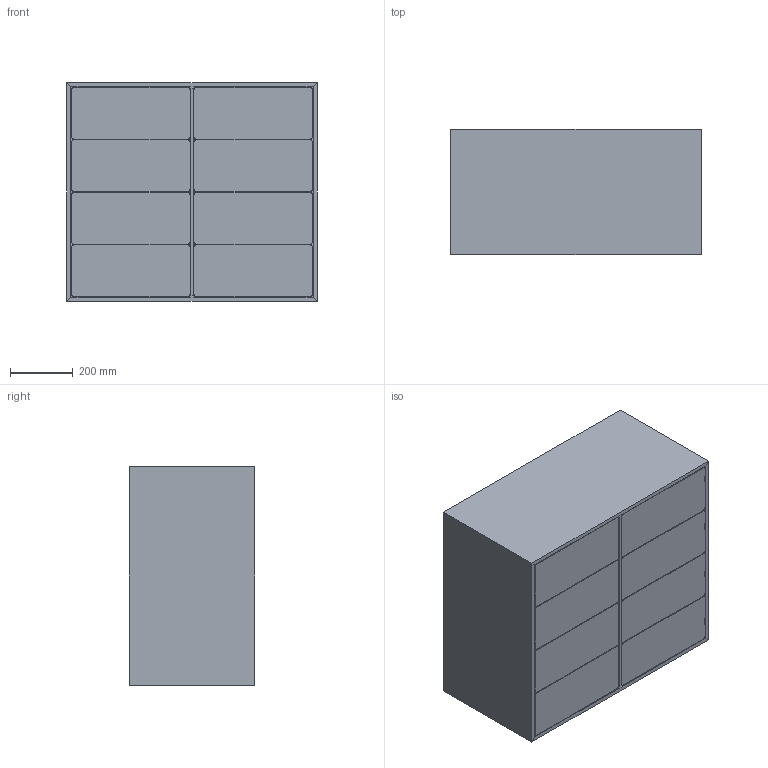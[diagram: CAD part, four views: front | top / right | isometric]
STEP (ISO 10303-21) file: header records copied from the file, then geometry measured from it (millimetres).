
FILE_DESCRIPTION(('FreeCAD Model'),'2;1');
FILE_NAME('Open CASCADE Shape Model','2021-08-08T08:53:48',('Author'),( ''),'Open CASCADE STEP processor 7.5','FreeCAD','Unknown');
FILE_SCHEMA(('AUTOMOTIVE_DESIGN { 1 0 10303 214 1 1 1 1 }'));
Length unit declared in the file: millimetre
Products named in the file (12): Modern_Cabinet_1; Top side; Bottom side; Left side; Right side; Backboard; Divider; Drawer; Right drawers; Drawer001; Drawer002; Drawer003
Assembly tree (11 placements, depth 2):
  Modern_Cabinet_1
    Top side
    Bottom side
    Left side
    Right side
    Backboard
    Divider
    Drawer
    Right drawers
    Drawer001
    Drawer002
    Drawer003
Bounding box: 800 x 400 x 700 mm (x, y, z)
Volume: 35411917.5 mm3; surface area: 5138246.7 mm2
Topology: 14 solids, 14 shells, 136 faces, 324 edges, 216 vertices
Faces by surface type: plane 104, cylinder 32
Entity records: 8496 total; most frequent: CARTESIAN_POINT 1432, DIRECTION 1316, LINE 844, VECTOR 844, ORIENTED_EDGE 648, PCURVE 648, DEFINITIONAL_REPRESENTATION 648, EDGE_CURVE 324
